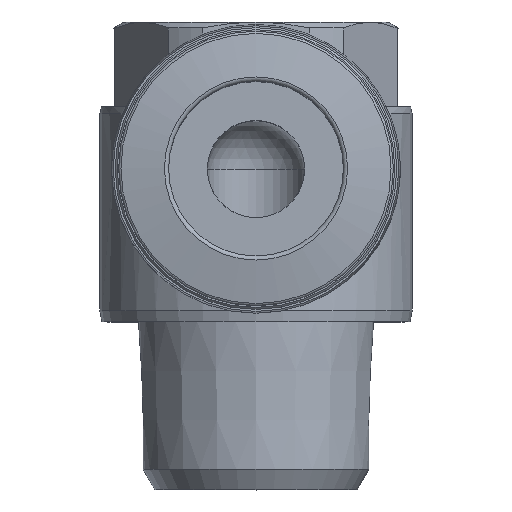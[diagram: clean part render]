
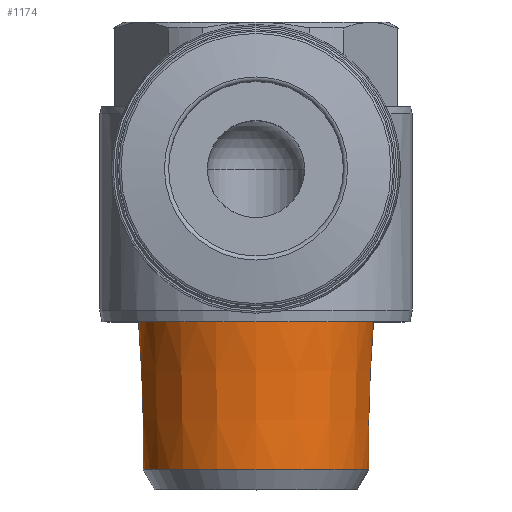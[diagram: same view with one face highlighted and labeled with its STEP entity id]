
A CAD part, top view. The second image highlights one B-rep face of the part: STEP entity #1174.
In plain terms, the highlighted conical face has half-angle 1.788 degrees and reference radius 8.474 mm.
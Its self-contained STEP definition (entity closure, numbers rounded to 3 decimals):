
#308=ORIENTED_EDGE('',*,*,#450,.F.);
#309=ORIENTED_EDGE('',*,*,#449,.T.);
#449=EDGE_CURVE('',#525,#525,#576,.T.);
#450=EDGE_CURVE('',#526,#526,#577,.T.);
#525=VERTEX_POINT('',#1830);
#526=VERTEX_POINT('',#1833);
#576=CIRCLE('',#1279,8.474);
#577=CIRCLE('',#1281,8.142);
#639=EDGE_LOOP('',(#308));
#640=EDGE_LOOP('',(#309));
#717=FACE_BOUND('',#639,.T.);
#718=FACE_BOUND('',#640,.T.);
#752=CONICAL_SURFACE('',#1280,8.474,0.031);
#1174=ADVANCED_FACE('',(#717,#718),#752,.T.);
#1279=AXIS2_PLACEMENT_3D('',#1829,#1502,#1503);
#1280=AXIS2_PLACEMENT_3D('',#1831,#1504,#1505);
#1281=AXIS2_PLACEMENT_3D('',#1832,#1506,#1507);
#1502=DIRECTION('',(0.,-1.,0.));
#1503=DIRECTION('',(0.,0.,-1.));
#1504=DIRECTION('',(0.,1.,0.));
#1505=DIRECTION('',(0.,0.,1.));
#1506=DIRECTION('',(0.,-1.,0.));
#1507=DIRECTION('',(0.,0.,-1.));
#1829=CARTESIAN_POINT('',(0.,-21.6,0.));
#1830=CARTESIAN_POINT('',(0.,-21.6,-8.474));
#1831=CARTESIAN_POINT('',(0.,-21.6,0.));
#1832=CARTESIAN_POINT('',(0.,-32.235,0.));
#1833=CARTESIAN_POINT('',(0.,-32.235,-8.142));
